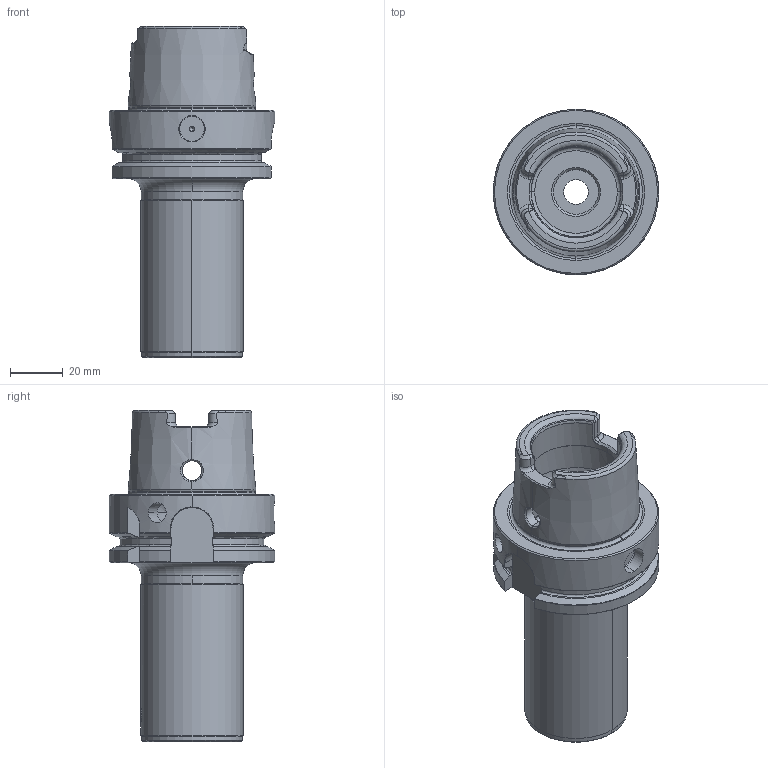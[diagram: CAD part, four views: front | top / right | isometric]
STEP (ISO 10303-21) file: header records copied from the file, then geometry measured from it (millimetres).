
FILE_DESCRIPTION(('no description'),'unknown implementation level');
FILE_NAME('4712660E-457C-47AE-9F91-BEF6C6ED19B8_export.stp',' ',('CIMSOURCE GmbH'),('CADClick - KiM GmbH - www.kimweb.de'),'unknown preprocess','ACIS','unknown authorization');
FILE_SCHEMA(('automotive_design'));
Length unit declared in the file: millimetre
Products named in the file (2): 324.341 Kaiser HSK-A63 x CKS4 x 110B|324.341 Kaiser HSK-A63 x CKS4 x 110B_Standard;NONE; 324.341 Kaiser HSK-A63 x CKS4 x 110B|690.434 Kaiser ETL M8 X 11 CK4_Standard;NONE
Bounding box: 62.94 x 62.94 x 125.9 mm (x, y, z)
Volume: 144763.4 mm3; surface area: 34545 mm2
Topology: 2 solids, 2 shells, 293 faces, 752 edges, 462 vertices
Faces by surface type: cone 90, plane 85, cylinder 67, torus 32, bspline 19
Entity records: 20941 total; most frequent: CARTESIAN_POINT 5746, STYLED_ITEM 1503, PRESENTATION_STYLE_ASSIGNMENT 1503, COLOUR_RGB 1503, ORIENTED_EDGE 1492, DIRECTION 1354, EDGE_CURVE 746, CURVE_STYLE 746
